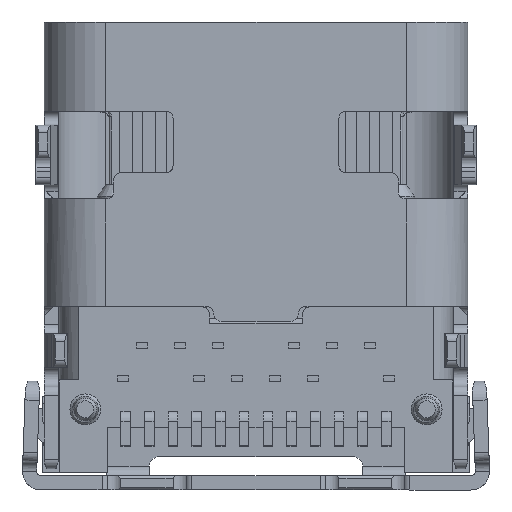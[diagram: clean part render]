
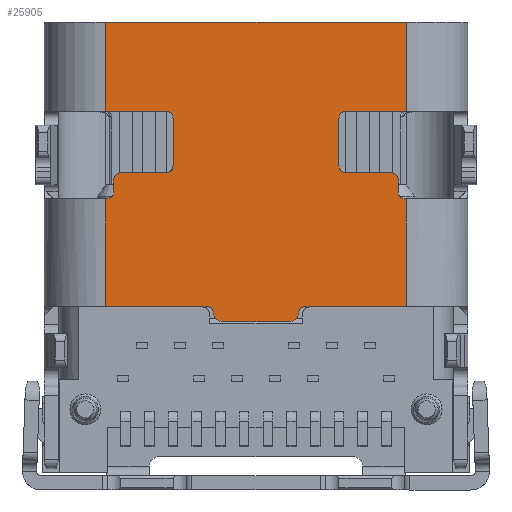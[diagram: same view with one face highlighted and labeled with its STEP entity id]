
A CAD part, front view. The second image highlights one B-rep face of the part: STEP entity #25905.
In plain terms, the highlighted planar face has unit normal (0, -1, 0).
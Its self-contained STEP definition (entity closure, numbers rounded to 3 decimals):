
#606=PLANE('',#27378);
#2166=LINE('',#36954,#4238);
#2167=LINE('',#36956,#4239);
#2171=LINE('',#36968,#4243);
#2175=LINE('',#36980,#4247);
#2176=LINE('',#36982,#4248);
#2179=LINE('',#36992,#4251);
#2182=LINE('',#37000,#4254);
#2185=LINE('',#37008,#4257);
#2190=LINE('',#37022,#4262);
#2193=LINE('',#37030,#4265);
#2196=LINE('',#37038,#4268);
#2359=LINE('',#37551,#4431);
#2360=LINE('',#37553,#4432);
#2361=LINE('',#37555,#4433);
#2362=LINE('',#37557,#4434);
#2363=LINE('',#37559,#4435);
#2364=LINE('',#37560,#4436);
#2365=LINE('',#37562,#4437);
#2366=LINE('',#37563,#4438);
#2367=LINE('',#37565,#4439);
#4238=VECTOR('',#31090,1000.);
#4239=VECTOR('',#31093,1000.);
#4243=VECTOR('',#31107,1000.);
#4247=VECTOR('',#31121,1000.);
#4248=VECTOR('',#31124,1000.);
#4251=VECTOR('',#31135,1000.);
#4254=VECTOR('',#31144,1000.);
#4257=VECTOR('',#31153,1000.);
#4262=VECTOR('',#31168,1000.);
#4265=VECTOR('',#31177,1000.);
#4268=VECTOR('',#31186,1000.);
#4431=VECTOR('',#31667,1000.);
#4432=VECTOR('',#31668,1000.);
#4433=VECTOR('',#31669,1000.);
#4434=VECTOR('',#31670,1000.);
#4435=VECTOR('',#31671,1000.);
#4436=VECTOR('',#31672,1000.);
#4437=VECTOR('',#31673,1000.);
#4438=VECTOR('',#31674,1000.);
#4439=VECTOR('',#31675,1000.);
#5326=CIRCLE('',#27189,0.15);
#5327=CIRCLE('',#27191,0.2);
#5328=CIRCLE('',#27194,0.2);
#5329=CIRCLE('',#27196,0.15);
#5331=CIRCLE('',#27201,0.15);
#5332=CIRCLE('',#27204,0.15);
#5333=CIRCLE('',#27207,0.15);
#5334=CIRCLE('',#27210,0.15);
#5335=CIRCLE('',#27212,0.15);
#5336=CIRCLE('',#27215,0.15);
#5337=CIRCLE('',#27218,0.15);
#5338=CIRCLE('',#27221,0.15);
#9293=ORIENTED_EDGE('',*,*,#12892,.T.);
#9294=ORIENTED_EDGE('',*,*,#12890,.F.);
#9295=ORIENTED_EDGE('',*,*,#12888,.F.);
#9296=ORIENTED_EDGE('',*,*,#12886,.F.);
#9297=ORIENTED_EDGE('',*,*,#12885,.T.);
#9298=ORIENTED_EDGE('',*,*,#12882,.F.);
#9299=ORIENTED_EDGE('',*,*,#12879,.T.);
#9300=ORIENTED_EDGE('',*,*,#13131,.F.);
#9301=ORIENTED_EDGE('',*,*,#13132,.F.);
#9302=ORIENTED_EDGE('',*,*,#13133,.F.);
#9303=ORIENTED_EDGE('',*,*,#13134,.F.);
#9304=ORIENTED_EDGE('',*,*,#13135,.F.);
#9305=ORIENTED_EDGE('',*,*,#12877,.T.);
#9306=ORIENTED_EDGE('',*,*,#12875,.F.);
#9307=ORIENTED_EDGE('',*,*,#12874,.T.);
#9308=ORIENTED_EDGE('',*,*,#12871,.F.);
#9309=ORIENTED_EDGE('',*,*,#12869,.F.);
#9310=ORIENTED_EDGE('',*,*,#12867,.F.);
#9311=ORIENTED_EDGE('',*,*,#12865,.T.);
#9312=ORIENTED_EDGE('',*,*,#13136,.F.);
#9313=ORIENTED_EDGE('',*,*,#13137,.F.);
#9314=ORIENTED_EDGE('',*,*,#12862,.F.);
#9315=ORIENTED_EDGE('',*,*,#12861,.F.);
#9316=ORIENTED_EDGE('',*,*,#12859,.T.);
#9317=ORIENTED_EDGE('',*,*,#12857,.F.);
#9318=ORIENTED_EDGE('',*,*,#12855,.F.);
#9319=ORIENTED_EDGE('',*,*,#12853,.F.);
#9320=ORIENTED_EDGE('',*,*,#12851,.T.);
#9321=ORIENTED_EDGE('',*,*,#12849,.F.);
#9322=ORIENTED_EDGE('',*,*,#12848,.F.);
#9323=ORIENTED_EDGE('',*,*,#13138,.F.);
#9324=ORIENTED_EDGE('',*,*,#13139,.F.);
#12848=EDGE_CURVE('',#15074,#14924,#2166,.T.);
#12849=EDGE_CURVE('',#14924,#15075,#2167,.T.);
#12851=EDGE_CURVE('',#15076,#15075,#5326,.T.);
#12853=EDGE_CURVE('',#15076,#15077,#5327,.T.);
#12855=EDGE_CURVE('',#15077,#15078,#2171,.T.);
#12857=EDGE_CURVE('',#15078,#15079,#5328,.T.);
#12859=EDGE_CURVE('',#15080,#15079,#5329,.T.);
#12861=EDGE_CURVE('',#15080,#14929,#2175,.T.);
#12862=EDGE_CURVE('',#14929,#15081,#2176,.T.);
#12865=EDGE_CURVE('',#15083,#15082,#5331,.T.);
#12867=EDGE_CURVE('',#15083,#15084,#2179,.T.);
#12869=EDGE_CURVE('',#15084,#15085,#5332,.T.);
#12871=EDGE_CURVE('',#15085,#15086,#2182,.T.);
#12874=EDGE_CURVE('',#15087,#15086,#5333,.T.);
#12875=EDGE_CURVE('',#15087,#15088,#2185,.T.);
#12877=EDGE_CURVE('',#15089,#15088,#5334,.T.);
#12879=EDGE_CURVE('',#15090,#15091,#5335,.T.);
#12882=EDGE_CURVE('',#15090,#15092,#2190,.T.);
#12885=EDGE_CURVE('',#15093,#15092,#5336,.T.);
#12886=EDGE_CURVE('',#15093,#15094,#2193,.T.);
#12888=EDGE_CURVE('',#15094,#15095,#5337,.T.);
#12890=EDGE_CURVE('',#15095,#15096,#2196,.T.);
#12892=EDGE_CURVE('',#15097,#15096,#5338,.T.);
#13131=EDGE_CURVE('',#15247,#15091,#2359,.T.);
#13132=EDGE_CURVE('',#15248,#15247,#2360,.T.);
#13133=EDGE_CURVE('',#15249,#15248,#2361,.T.);
#13134=EDGE_CURVE('',#15250,#15249,#2362,.T.);
#13135=EDGE_CURVE('',#15089,#15250,#2363,.T.);
#13136=EDGE_CURVE('',#15251,#15082,#2364,.T.);
#13137=EDGE_CURVE('',#15081,#15251,#2365,.T.);
#13138=EDGE_CURVE('',#15252,#15074,#2366,.T.);
#13139=EDGE_CURVE('',#15097,#15252,#2367,.T.);
#14924=VERTEX_POINT('',#36508);
#14929=VERTEX_POINT('',#36532);
#15074=VERTEX_POINT('',#36953);
#15075=VERTEX_POINT('',#36957);
#15076=VERTEX_POINT('',#36961);
#15077=VERTEX_POINT('',#36965);
#15078=VERTEX_POINT('',#36969);
#15079=VERTEX_POINT('',#36973);
#15080=VERTEX_POINT('',#36977);
#15081=VERTEX_POINT('',#36983);
#15082=VERTEX_POINT('',#36987);
#15083=VERTEX_POINT('',#36989);
#15084=VERTEX_POINT('',#36993);
#15085=VERTEX_POINT('',#36997);
#15086=VERTEX_POINT('',#37001);
#15087=VERTEX_POINT('',#37005);
#15088=VERTEX_POINT('',#37009);
#15089=VERTEX_POINT('',#37013);
#15090=VERTEX_POINT('',#37017);
#15091=VERTEX_POINT('',#37018);
#15092=VERTEX_POINT('',#37023);
#15093=VERTEX_POINT('',#37027);
#15094=VERTEX_POINT('',#37031);
#15095=VERTEX_POINT('',#37035);
#15096=VERTEX_POINT('',#37039);
#15097=VERTEX_POINT('',#37043);
#15247=VERTEX_POINT('',#37552);
#15248=VERTEX_POINT('',#37554);
#15249=VERTEX_POINT('',#37556);
#15250=VERTEX_POINT('',#37558);
#15251=VERTEX_POINT('',#37561);
#15252=VERTEX_POINT('',#37564);
#16504=EDGE_LOOP('',(#9293,#9294,#9295,#9296,#9297,#9298,#9299,#9300,#9301,
#9302,#9303,#9304,#9305,#9306,#9307,#9308,#9309,#9310,#9311,#9312,#9313,
#9314,#9315,#9316,#9317,#9318,#9319,#9320,#9321,#9322,#9323,#9324));
#17560=FACE_BOUND('',#16504,.T.);
#25905=ADVANCED_FACE('',(#17560),#606,.F.);
#27189=AXIS2_PLACEMENT_3D('',#36960,#31097,#31098);
#27191=AXIS2_PLACEMENT_3D('',#36964,#31102,#31103);
#27194=AXIS2_PLACEMENT_3D('',#36972,#31111,#31112);
#27196=AXIS2_PLACEMENT_3D('',#36976,#31116,#31117);
#27201=AXIS2_PLACEMENT_3D('',#36988,#31130,#31131);
#27204=AXIS2_PLACEMENT_3D('',#36996,#31139,#31140);
#27207=AXIS2_PLACEMENT_3D('',#37006,#31149,#31150);
#27210=AXIS2_PLACEMENT_3D('',#37012,#31157,#31158);
#27212=AXIS2_PLACEMENT_3D('',#37016,#31162,#31163);
#27215=AXIS2_PLACEMENT_3D('',#37028,#31173,#31174);
#27218=AXIS2_PLACEMENT_3D('',#37034,#31181,#31182);
#27221=AXIS2_PLACEMENT_3D('',#37042,#31190,#31191);
#27378=AXIS2_PLACEMENT_3D('',#37550,#31665,#31666);
#31090=DIRECTION('',(-1.,0.,0.));
#31093=DIRECTION('',(-1.,0.,0.));
#31097=DIRECTION('',(0.,1.,0.));
#31098=DIRECTION('',(0.,0.,1.));
#31102=DIRECTION('',(0.,1.,0.));
#31103=DIRECTION('',(0.,0.,1.));
#31107=DIRECTION('',(-1.,0.,0.));
#31111=DIRECTION('',(0.,1.,0.));
#31112=DIRECTION('',(0.,0.,1.));
#31116=DIRECTION('',(0.,1.,0.));
#31117=DIRECTION('',(0.,0.,1.));
#31121=DIRECTION('',(-1.,0.,0.));
#31124=DIRECTION('',(-1.,0.,0.));
#31130=DIRECTION('',(0.,1.,0.));
#31131=DIRECTION('',(0.,0.,1.));
#31135=DIRECTION('',(0.,0.,1.));
#31139=DIRECTION('',(0.,1.,0.));
#31140=DIRECTION('',(0.,0.,1.));
#31144=DIRECTION('',(1.,0.,0.));
#31149=DIRECTION('',(0.,1.,0.));
#31150=DIRECTION('',(0.,0.,1.));
#31153=DIRECTION('',(0.,0.,1.));
#31157=DIRECTION('',(0.,1.,0.));
#31158=DIRECTION('',(0.,0.,1.));
#31162=DIRECTION('',(0.,1.,0.));
#31163=DIRECTION('',(0.,0.,1.));
#31168=DIRECTION('',(0.,0.,-1.));
#31173=DIRECTION('',(0.,1.,0.));
#31174=DIRECTION('',(0.,0.,1.));
#31177=DIRECTION('',(1.,0.,0.));
#31181=DIRECTION('',(0.,1.,0.));
#31182=DIRECTION('',(0.,0.,1.));
#31186=DIRECTION('',(0.,0.,-1.));
#31190=DIRECTION('',(0.,1.,0.));
#31191=DIRECTION('',(0.,0.,1.));
#31665=DIRECTION('',(0.,1.,0.));
#31666=DIRECTION('',(0.,0.,1.));
#31667=DIRECTION('',(-1.,0.,0.));
#31668=DIRECTION('',(0.,0.,-1.));
#31669=DIRECTION('',(1.,0.,0.));
#31670=DIRECTION('',(0.,0.,1.));
#31671=DIRECTION('',(-1.,0.,0.));
#31672=DIRECTION('',(1.,0.,0.));
#31673=DIRECTION('',(0.,0.,1.));
#31674=DIRECTION('',(0.,0.,-1.));
#31675=DIRECTION('',(1.,0.,0.));
#36508=CARTESIAN_POINT('',(1.175,-1.58,-0.9));
#36532=CARTESIAN_POINT('',(-1.175,-1.58,-0.9));
#36953=CARTESIAN_POINT('',(3.17,-1.58,-0.9));
#36954=CARTESIAN_POINT('',(-0.425,-1.58,-0.9));
#36956=CARTESIAN_POINT('',(-0.425,-1.58,-0.9));
#36957=CARTESIAN_POINT('',(1.049,-1.58,-0.9));
#36960=CARTESIAN_POINT('',(1.049,-1.58,-1.05));
#36961=CARTESIAN_POINT('',(0.899,-1.58,-1.037));
#36964=CARTESIAN_POINT('',(0.7,-1.58,-1.02));
#36965=CARTESIAN_POINT('',(0.7,-1.58,-1.22));
#36968=CARTESIAN_POINT('',(0.,-1.58,-1.22));
#36969=CARTESIAN_POINT('',(-0.7,-1.58,-1.22));
#36972=CARTESIAN_POINT('',(-0.7,-1.58,-1.02));
#36973=CARTESIAN_POINT('',(-0.899,-1.58,-1.037));
#36976=CARTESIAN_POINT('',(-1.049,-1.58,-1.05));
#36977=CARTESIAN_POINT('',(-1.049,-1.58,-0.9));
#36980=CARTESIAN_POINT('',(-0.425,-1.58,-0.9));
#36982=CARTESIAN_POINT('',(-0.425,-1.58,-0.9));
#36983=CARTESIAN_POINT('',(-3.17,-1.58,-0.9));
#36987=CARTESIAN_POINT('',(-3.15,-1.58,1.37));
#36988=CARTESIAN_POINT('',(-3.15,-1.58,1.52));
#36989=CARTESIAN_POINT('',(-3.,-1.58,1.52));
#36992=CARTESIAN_POINT('',(-3.,-1.58,1.94));
#36993=CARTESIAN_POINT('',(-3.,-1.58,1.77));
#36996=CARTESIAN_POINT('',(-2.85,-1.58,1.77));
#36997=CARTESIAN_POINT('',(-2.85,-1.58,1.92));
#37000=CARTESIAN_POINT('',(0.,-1.58,1.92));
#37001=CARTESIAN_POINT('',(-1.9,-1.58,1.92));
#37005=CARTESIAN_POINT('',(-1.75,-1.58,2.07));
#37006=CARTESIAN_POINT('',(-1.9,-1.58,2.07));
#37008=CARTESIAN_POINT('',(-1.75,-1.58,1.94));
#37009=CARTESIAN_POINT('',(-1.75,-1.58,3.07));
#37012=CARTESIAN_POINT('',(-1.9,-1.58,3.07));
#37013=CARTESIAN_POINT('',(-1.9,-1.58,3.22));
#37016=CARTESIAN_POINT('',(1.9,-1.58,3.07));
#37017=CARTESIAN_POINT('',(1.75,-1.58,3.07));
#37018=CARTESIAN_POINT('',(1.9,-1.58,3.22));
#37022=CARTESIAN_POINT('',(1.75,-1.58,1.94));
#37023=CARTESIAN_POINT('',(1.75,-1.58,2.07));
#37027=CARTESIAN_POINT('',(1.9,-1.58,1.92));
#37028=CARTESIAN_POINT('',(1.9,-1.58,2.07));
#37030=CARTESIAN_POINT('',(-2.375,-1.58,1.92));
#37031=CARTESIAN_POINT('',(2.85,-1.58,1.92));
#37034=CARTESIAN_POINT('',(2.85,-1.58,1.77));
#37035=CARTESIAN_POINT('',(3.,-1.58,1.77));
#37038=CARTESIAN_POINT('',(3.,-1.58,1.94));
#37039=CARTESIAN_POINT('',(3.,-1.58,1.52));
#37042=CARTESIAN_POINT('',(3.15,-1.58,1.52));
#37043=CARTESIAN_POINT('',(3.15,-1.58,1.37));
#37550=CARTESIAN_POINT('',(0.,-1.58,1.94));
#37551=CARTESIAN_POINT('',(-4.32,-1.58,3.22));
#37552=CARTESIAN_POINT('',(3.17,-1.58,3.22));
#37553=CARTESIAN_POINT('',(3.17,-1.58,3.182));
#37554=CARTESIAN_POINT('',(3.17,-1.58,5.1));
#37555=CARTESIAN_POINT('',(0.,-1.58,5.1));
#37556=CARTESIAN_POINT('',(-3.17,-1.58,5.1));
#37557=CARTESIAN_POINT('',(-3.17,-1.58,-0.945));
#37558=CARTESIAN_POINT('',(-3.17,-1.58,3.22));
#37559=CARTESIAN_POINT('',(0.,-1.58,3.22));
#37560=CARTESIAN_POINT('',(0.,-1.58,1.37));
#37561=CARTESIAN_POINT('',(-3.17,-1.58,1.37));
#37562=CARTESIAN_POINT('',(-3.17,-1.58,-0.945));
#37563=CARTESIAN_POINT('',(3.17,-1.58,3.182));
#37564=CARTESIAN_POINT('',(3.17,-1.58,1.37));
#37565=CARTESIAN_POINT('',(-4.37,-1.58,1.37));
